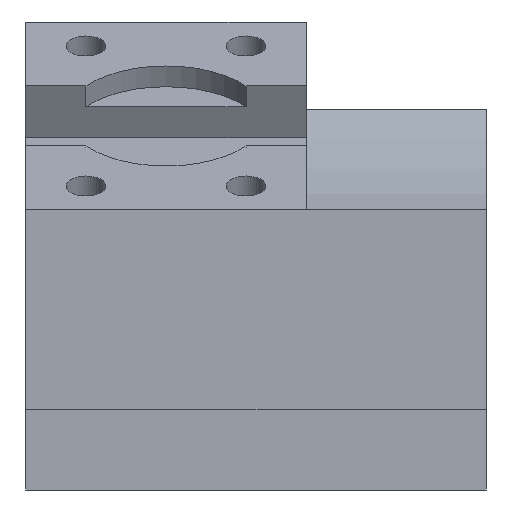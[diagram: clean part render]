
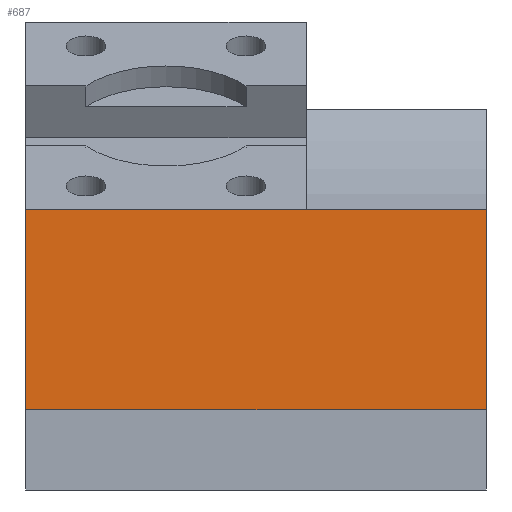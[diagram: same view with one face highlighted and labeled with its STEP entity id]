
A CAD part, left-side view. The second image highlights one B-rep face of the part: STEP entity #687.
In plain terms, the highlighted free-form (B-spline) face has degree [1, 1] with [2, 2] control points.
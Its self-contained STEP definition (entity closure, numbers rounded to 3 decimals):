
#145 = VERTEX_POINT('',#146);
#146 = CARTESIAN_POINT('',(-90.77,41.754,0.));
#151 = EDGE_CURVE('',#145,#152,#154,.T.);
#152 = VERTEX_POINT('',#153);
#153 = CARTESIAN_POINT('',(-90.77,41.754,
    36.308));
#154 = B_SPLINE_CURVE_WITH_KNOTS('',1,(#155,#156),.UNSPECIFIED.,.F.,.F.,
  (2,2),(0.,25.4),.PIECEWISE_BEZIER_KNOTS.);
#155 = CARTESIAN_POINT('',(-90.77,41.754,0.));
#156 = CARTESIAN_POINT('',(-90.77,41.754,
    36.308));
#242 = EDGE_CURVE('',#243,#245,#247,.T.);
#243 = VERTEX_POINT('',#244);
#244 = CARTESIAN_POINT('',(-90.77,-41.754,0.));
#245 = VERTEX_POINT('',#246);
#246 = CARTESIAN_POINT('',(-90.77,-41.754,
    36.308));
#247 = B_SPLINE_CURVE_WITH_KNOTS('',1,(#248,#249),.UNSPECIFIED.,.F.,.F.,
  (2,2),(0.,25.4),.PIECEWISE_BEZIER_KNOTS.);
#248 = CARTESIAN_POINT('',(-90.77,-41.754,0.));
#249 = CARTESIAN_POINT('',(-90.77,-41.754,
    36.308));
#637 = EDGE_CURVE('',#152,#245,#638,.T.);
#638 = B_SPLINE_CURVE_WITH_KNOTS('',1,(#639,#640),.UNSPECIFIED.,.F.,.F.,
  (2,2),(0.,58.42),.PIECEWISE_BEZIER_KNOTS.);
#639 = CARTESIAN_POINT('',(-90.77,41.754,
    36.308));
#640 = CARTESIAN_POINT('',(-90.77,-41.754,
    36.308));
#687 = ADVANCED_FACE('',(#688),#698,.F.);
#688 = FACE_BOUND('',#689,.F.);
#689 = EDGE_LOOP('',(#690,#691,#692,#693));
#690 = ORIENTED_EDGE('',*,*,#151,.T.);
#691 = ORIENTED_EDGE('',*,*,#637,.T.);
#692 = ORIENTED_EDGE('',*,*,#242,.F.);
#693 = ORIENTED_EDGE('',*,*,#694,.F.);
#694 = EDGE_CURVE('',#145,#243,#695,.T.);
#695 = B_SPLINE_CURVE_WITH_KNOTS('',1,(#696,#697),.UNSPECIFIED.,.F.,.F.,
  (2,2),(0.,58.42),.PIECEWISE_BEZIER_KNOTS.);
#696 = CARTESIAN_POINT('',(-90.77,41.754,0.));
#697 = CARTESIAN_POINT('',(-90.77,-41.754,0.));
#698 = B_SPLINE_SURFACE_WITH_KNOTS('',1,1,(
    (#699,#700)
    ,(#701,#702
    )),.UNSPECIFIED.,.F.,.F.,.F.,(2,2),(2,2),(0.,58.42),(-25.4,0.),
  .PIECEWISE_BEZIER_KNOTS.);
#699 = CARTESIAN_POINT('',(-90.77,41.754,
    36.308));
#700 = CARTESIAN_POINT('',(-90.77,41.754,0.));
#701 = CARTESIAN_POINT('',(-90.77,-41.754,
    36.308));
#702 = CARTESIAN_POINT('',(-90.77,-41.754,0.));
